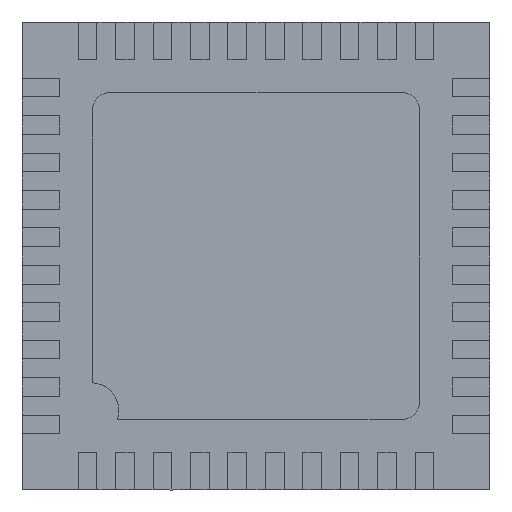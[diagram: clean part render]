
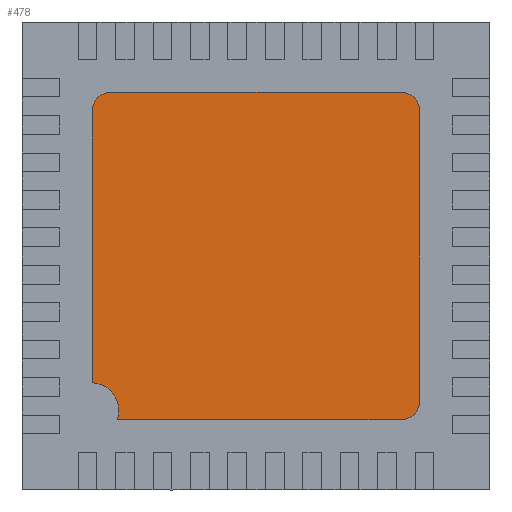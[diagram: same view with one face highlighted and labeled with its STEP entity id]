
A CAD part, front view. The second image highlights one B-rep face of the part: STEP entity #478.
In plain terms, the highlighted planar face has unit normal (0, -1, 0).
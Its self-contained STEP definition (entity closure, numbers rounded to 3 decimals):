
#194 = ORIENTED_EDGE ( 'NONE', *, *, #2395, .T. ) ;
#478 = ADVANCED_FACE ( 'NONE', ( #3620 ), #10271, .F. ) ;
#488 = CARTESIAN_POINT ( 'NONE',  ( 1.75, 0., 0. ) ) ;
#529 = CIRCLE ( 'NONE', #6396, 0.2 ) ;
#733 = DIRECTION ( 'NONE',  ( 0., 0., 1. ) ) ;
#767 = DIRECTION ( 'NONE',  ( 0., -1., 0. ) ) ;
#791 = CARTESIAN_POINT ( 'NONE',  ( -1.55, 0., 1.55 ) ) ;
#794 = LINE ( 'NONE', #4878, #5676 ) ;
#1071 = DIRECTION ( 'NONE',  ( 0., 0., 1. ) ) ;
#1478 = DIRECTION ( 'NONE',  ( 0., 0., 1. ) ) ;
#1587 = DIRECTION ( 'NONE',  ( -1., 0., 0. ) ) ;
#1951 = CARTESIAN_POINT ( 'NONE',  ( -1.75, 0., 1.55 ) ) ;
#2055 = EDGE_LOOP ( 'NONE', ( #8147, #5728, #9796, #2745, #3261, #9818, #4212, #194 ) ) ;
#2086 = VERTEX_POINT ( 'NONE', #3233 ) ;
#2160 = EDGE_CURVE ( 'NONE', #4688, #7830, #9799, .T. ) ;
#2395 = EDGE_CURVE ( 'NONE', #9651, #8908, #529, .T. ) ;
#2622 = CARTESIAN_POINT ( 'NONE',  ( 1.55, 0., -1.75 ) ) ;
#2745 = ORIENTED_EDGE ( 'NONE', *, *, #3827, .T. ) ;
#3233 = CARTESIAN_POINT ( 'NONE',  ( -1.481, 0., -1.75 ) ) ;
#3261 = ORIENTED_EDGE ( 'NONE', *, *, #4018, .T. ) ;
#3563 = CIRCLE ( 'NONE', #9748, 0.3 ) ;
#3620 = FACE_OUTER_BOUND ( 'NONE', #2055, .T. ) ;
#3827 = EDGE_CURVE ( 'NONE', #8389, #2086, #3563, .T. ) ;
#4018 = EDGE_CURVE ( 'NONE', #2086, #4688, #5670, .T. ) ;
#4212 = ORIENTED_EDGE ( 'NONE', *, *, #8988, .T. ) ;
#4256 = CARTESIAN_POINT ( 'NONE',  ( 1.55, 0., -1.55 ) ) ;
#4364 = CARTESIAN_POINT ( 'NONE',  ( -1.75, 0., 0. ) ) ;
#4688 = VERTEX_POINT ( 'NONE', #2622 ) ;
#4801 = VERTEX_POINT ( 'NONE', #1951 ) ;
#4878 = CARTESIAN_POINT ( 'NONE',  ( 0., 0., 1.75 ) ) ;
#5388 = VERTEX_POINT ( 'NONE', #8177 ) ;
#5523 = CARTESIAN_POINT ( 'NONE',  ( 1.55, 0., 1.55 ) ) ;
#5670 = LINE ( 'NONE', #6977, #10050 ) ;
#5676 = VECTOR ( 'NONE', #1587, 1000. ) ;
#5728 = ORIENTED_EDGE ( 'NONE', *, *, #6782, .T. ) ;
#5744 = VECTOR ( 'NONE', #6724, 1000. ) ;
#5792 = CARTESIAN_POINT ( 'NONE',  ( 1.75, 0., 1.55 ) ) ;
#5929 = CARTESIAN_POINT ( 'NONE',  ( 1.75, 0., -1.55 ) ) ;
#6091 = LINE ( 'NONE', #488, #6468 ) ;
#6396 = AXIS2_PLACEMENT_3D ( 'NONE', #5523, #767, #733 ) ;
#6468 = VECTOR ( 'NONE', #6976, 1000. ) ;
#6632 = CARTESIAN_POINT ( 'NONE',  ( -1.75, 0., -1.354 ) ) ;
#6694 = CARTESIAN_POINT ( 'NONE',  ( 1.55, 0., 1.75 ) ) ;
#6724 = DIRECTION ( 'NONE',  ( 0., 0., -1. ) ) ;
#6782 = EDGE_CURVE ( 'NONE', #5388, #4801, #9881, .T. ) ;
#6906 = DIRECTION ( 'NONE',  ( 1., 0., 0. ) ) ;
#6976 = DIRECTION ( 'NONE',  ( 0., 0., 1. ) ) ;
#6977 = CARTESIAN_POINT ( 'NONE',  ( 0., 0., -1.75 ) ) ;
#7422 = AXIS2_PLACEMENT_3D ( 'NONE', #10200, #8593, #1478 ) ;
#7461 = DIRECTION ( 'NONE',  ( 0., 1., 0. ) ) ;
#7466 = EDGE_CURVE ( 'NONE', #4801, #8389, #8738, .T. ) ;
#7830 = VERTEX_POINT ( 'NONE', #5929 ) ;
#8030 = AXIS2_PLACEMENT_3D ( 'NONE', #4256, #9856, #1071 ) ;
#8147 = ORIENTED_EDGE ( 'NONE', *, *, #10131, .T. ) ;
#8177 = CARTESIAN_POINT ( 'NONE',  ( -1.55, 0., 1.75 ) ) ;
#8389 = VERTEX_POINT ( 'NONE', #6632 ) ;
#8593 = DIRECTION ( 'NONE',  ( 0., 1., 0. ) ) ;
#8738 = LINE ( 'NONE', #4364, #5744 ) ;
#8761 = DIRECTION ( 'NONE',  ( 0., 0., 1. ) ) ;
#8908 = VERTEX_POINT ( 'NONE', #6694 ) ;
#8988 = EDGE_CURVE ( 'NONE', #7830, #9651, #6091, .T. ) ;
#9014 = DIRECTION ( 'NONE',  ( 0., 0., 1. ) ) ;
#9221 = AXIS2_PLACEMENT_3D ( 'NONE', #791, #9520, #8761 ) ;
#9520 = DIRECTION ( 'NONE',  ( 0., -1., 0. ) ) ;
#9651 = VERTEX_POINT ( 'NONE', #5792 ) ;
#9748 = AXIS2_PLACEMENT_3D ( 'NONE', #9792, #7461, #9014 ) ;
#9792 = CARTESIAN_POINT ( 'NONE',  ( -1.765, 0., -1.654 ) ) ;
#9796 = ORIENTED_EDGE ( 'NONE', *, *, #7466, .T. ) ;
#9799 = CIRCLE ( 'NONE', #8030, 0.2 ) ;
#9818 = ORIENTED_EDGE ( 'NONE', *, *, #2160, .T. ) ;
#9856 = DIRECTION ( 'NONE',  ( 0., -1., 0. ) ) ;
#9881 = CIRCLE ( 'NONE', #9221, 0.2 ) ;
#10050 = VECTOR ( 'NONE', #6906, 1000. ) ;
#10131 = EDGE_CURVE ( 'NONE', #8908, #5388, #794, .T. ) ;
#10200 = CARTESIAN_POINT ( 'NONE',  ( 0., 0., 0. ) ) ;
#10271 = PLANE ( 'NONE',  #7422 ) ;
